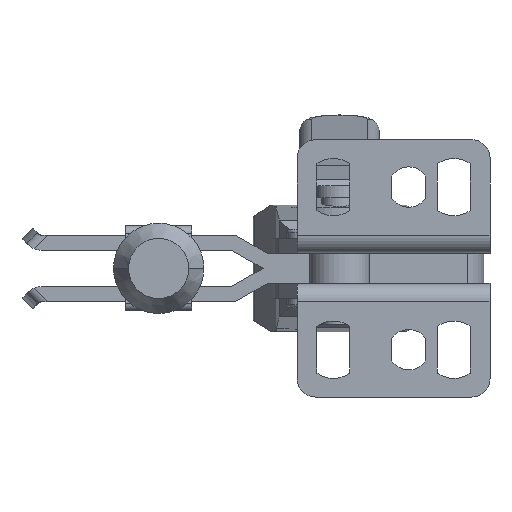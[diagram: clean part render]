
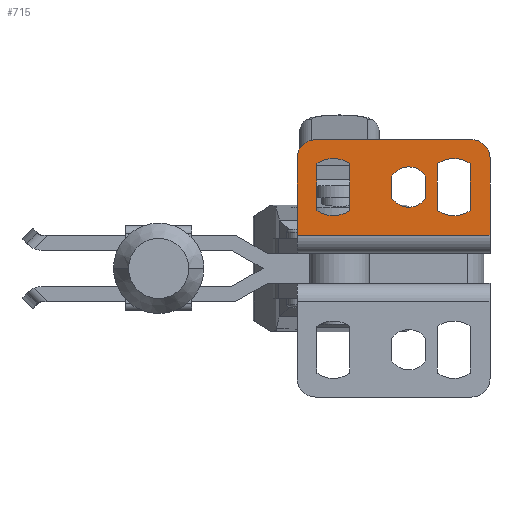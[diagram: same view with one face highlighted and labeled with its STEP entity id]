
A CAD part, front view. The second image highlights one B-rep face of the part: STEP entity #715.
In plain terms, the highlighted planar face has unit normal (0, -1, 0).
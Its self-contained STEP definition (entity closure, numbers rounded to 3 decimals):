
#715=ADVANCED_FACE('NONE',(#1854,#1855,#1856,#1857),#1858,.T.);
#1854=FACE_OUTER_BOUND('',#3463,.T.);
#1855=FACE_BOUND('',#3464,.T.);
#1856=FACE_BOUND('',#3465,.T.);
#1857=FACE_BOUND('',#3466,.T.);
#1858=PLANE('',#3467);
#3463=EDGE_LOOP('',(#5561,#5562,#5563,#5564,#5565,#5566));
#3464=EDGE_LOOP('',(#5567,#5568,#5569,#5570,#5571,#5572));
#3465=EDGE_LOOP('',(#5573,#5574,#5575,#5576,#5577,#5578));
#3466=EDGE_LOOP('',(#5579,#5580,#5581,#5582,#5583,#5584));
#3467=AXIS2_PLACEMENT_3D('',#5585,#5586,#5587);
#5561=ORIENTED_EDGE('',*,*,#9583,.F.);
#5562=ORIENTED_EDGE('',*,*,#9698,.F.);
#5563=ORIENTED_EDGE('',*,*,#9587,.F.);
#5564=ORIENTED_EDGE('',*,*,#9667,.T.);
#5565=ORIENTED_EDGE('',*,*,#9696,.T.);
#5566=ORIENTED_EDGE('',*,*,#9673,.F.);
#5567=ORIENTED_EDGE('',*,*,#9496,.T.);
#5568=ORIENTED_EDGE('',*,*,#9454,.T.);
#5569=ORIENTED_EDGE('',*,*,#9464,.T.);
#5570=ORIENTED_EDGE('',*,*,#9375,.T.);
#5571=ORIENTED_EDGE('',*,*,#9505,.T.);
#5572=ORIENTED_EDGE('',*,*,#9500,.T.);
#5573=ORIENTED_EDGE('',*,*,#9536,.T.);
#5574=ORIENTED_EDGE('',*,*,#9543,.T.);
#5575=ORIENTED_EDGE('',*,*,#9439,.T.);
#5576=ORIENTED_EDGE('',*,*,#9541,.T.);
#5577=ORIENTED_EDGE('',*,*,#9365,.T.);
#5578=ORIENTED_EDGE('',*,*,#9539,.T.);
#5579=ORIENTED_EDGE('',*,*,#9523,.T.);
#5580=ORIENTED_EDGE('',*,*,#9533,.T.);
#5581=ORIENTED_EDGE('',*,*,#9444,.T.);
#5582=ORIENTED_EDGE('',*,*,#9531,.T.);
#5583=ORIENTED_EDGE('',*,*,#9370,.T.);
#5584=ORIENTED_EDGE('',*,*,#9529,.T.);
#5585=CARTESIAN_POINT('',(0.0,0.0,21.35));
#5586=DIRECTION('',(0.0,-1.0,0.0));
#5587=DIRECTION('',(0.0,0.0,-1.0));
#9365=EDGE_CURVE('NONE',#11186,#11183,#11187,.T.);
#9370=EDGE_CURVE('NONE',#11195,#11192,#11196,.T.);
#9375=EDGE_CURVE('NONE',#11204,#11201,#11205,.T.);
#9439=EDGE_CURVE('NONE',#11314,#11315,#11316,.T.);
#9444=EDGE_CURVE('NONE',#11323,#11324,#11325,.T.);
#9454=EDGE_CURVE('NONE',#11341,#11342,#11343,.T.);
#9464=EDGE_CURVE('NONE',#11342,#11204,#11359,.T.);
#9496=EDGE_CURVE('NONE',#11405,#11341,#11406,.T.);
#9500=EDGE_CURVE('NONE',#11411,#11405,#11412,.T.);
#9505=EDGE_CURVE('NONE',#11201,#11411,#11418,.T.);
#9523=EDGE_CURVE('NONE',#11447,#11445,#11448,.T.);
#9529=EDGE_CURVE('NONE',#11192,#11447,#11454,.T.);
#9531=EDGE_CURVE('NONE',#11324,#11195,#11456,.T.);
#9533=EDGE_CURVE('NONE',#11445,#11323,#11458,.T.);
#9536=EDGE_CURVE('NONE',#11462,#11460,#11463,.T.);
#9539=EDGE_CURVE('NONE',#11183,#11462,#11466,.T.);
#9541=EDGE_CURVE('NONE',#11315,#11186,#11468,.T.);
#9543=EDGE_CURVE('NONE',#11460,#11314,#11470,.T.);
#9583=EDGE_CURVE('NONE',#11526,#11527,#11528,.T.);
#9587=EDGE_CURVE('NONE',#11532,#11533,#11534,.T.);
#9667=EDGE_CURVE('NONE',#11532,#11636,#11638,.T.);
#9673=EDGE_CURVE('NONE',#11527,#11647,#11648,.T.);
#9696=EDGE_CURVE('NONE',#11636,#11647,#11682,.T.);
#9698=EDGE_CURVE('NONE',#11533,#11526,#11684,.T.);
#11183=VERTEX_POINT('',#13852);
#11186=VERTEX_POINT('NONE',#13856);
#11187=CIRCLE('',#13857,4.75);
#11192=VERTEX_POINT('',#13863);
#11195=VERTEX_POINT('NONE',#13867);
#11196=CIRCLE('',#13868,4.75);
#11201=VERTEX_POINT('',#13874);
#11204=VERTEX_POINT('NONE',#13878);
#11205=CIRCLE('',#13879,3.35);
#11314=VERTEX_POINT('NONE',#14009);
#11315=VERTEX_POINT('NONE',#14010);
#11316=CIRCLE('',#14011,4.75);
#11323=VERTEX_POINT('NONE',#14020);
#11324=VERTEX_POINT('NONE',#14021);
#11325=CIRCLE('',#14022,4.75);
#11341=VERTEX_POINT('NONE',#14042);
#11342=VERTEX_POINT('NONE',#14043);
#11343=CIRCLE('',#14044,3.35);
#11359=LINE('',#14066,#14067);
#11405=VERTEX_POINT('NONE',#14130);
#11406=CIRCLE('',#14131,3.35);
#11411=VERTEX_POINT('NONE',#14137);
#11412=LINE('',#14138,#14139);
#11418=CIRCLE('',#14147,3.35);
#11445=VERTEX_POINT('NONE',#14182);
#11447=VERTEX_POINT('NONE',#14185);
#11448=LINE('',#14186,#14187);
#11454=CIRCLE('',#14194,4.75);
#11456=LINE('',#14196,#14197);
#11458=CIRCLE('',#14199,4.75);
#11460=VERTEX_POINT('NONE',#14201);
#11462=VERTEX_POINT('NONE',#14204);
#11463=LINE('',#14205,#14206);
#11466=CIRCLE('',#14210,4.75);
#11468=LINE('',#14212,#14213);
#11470=CIRCLE('',#14215,4.75);
#11526=VERTEX_POINT('NONE',#14287);
#11527=VERTEX_POINT('NONE',#14288);
#11528=CIRCLE('',#14289,3.0);
#11532=VERTEX_POINT('NONE',#14295);
#11533=VERTEX_POINT('NONE',#14296);
#11534=CIRCLE('',#14297,3.0);
#11636=VERTEX_POINT('NONE',#14428);
#11638=LINE('',#14430,#14431);
#11647=VERTEX_POINT('NONE',#14442);
#11648=LINE('',#14443,#14444);
#11682=LINE('',#14485,#14486);
#11684=LINE('',#14488,#14489);
#13852=CARTESIAN_POINT('',(6.0,0.0,18.25));
#13856=CARTESIAN_POINT('',(3.25,0.0,17.373));
#13857=AXIS2_PLACEMENT_3D('',#18371,#18372,#18373);
#13863=CARTESIAN_POINT('',(26.0,0.0,18.25));
#13867=CARTESIAN_POINT('',(23.25,0.0,17.373));
#13868=AXIS2_PLACEMENT_3D('',#18379,#18380,#18381);
#13874=CARTESIAN_POINT('',(18.5,0.0,16.85));
#13878=CARTESIAN_POINT('',(15.7,0.0,15.339));
#13879=AXIS2_PLACEMENT_3D('',#18387,#18388,#18389);
#14009=CARTESIAN_POINT('',(6.0,0.0,8.75));
#14010=CARTESIAN_POINT('',(3.25,0.0,9.627));
#14011=AXIS2_PLACEMENT_3D('',#18498,#18499,#18500);
#14020=CARTESIAN_POINT('',(26.0,0.0,8.75));
#14021=CARTESIAN_POINT('',(23.25,0.0,9.627));
#14022=AXIS2_PLACEMENT_3D('',#18506,#18507,#18508);
#14042=CARTESIAN_POINT('',(18.5,0.0,10.15));
#14043=CARTESIAN_POINT('',(15.7,0.0,11.661));
#14044=AXIS2_PLACEMENT_3D('',#18522,#18523,#18524);
#14066=CARTESIAN_POINT('',(15.7,0.0,11.661));
#14067=VECTOR('',#18534,1000.0);
#14130=CARTESIAN_POINT('',(21.3,0.0,11.661));
#14131=AXIS2_PLACEMENT_3D('',#18567,#18568,#18569);
#14137=CARTESIAN_POINT('',(21.3,0.0,15.339));
#14138=CARTESIAN_POINT('',(21.3,0.0,15.339));
#14139=VECTOR('',#18574,1000.0);
#14147=AXIS2_PLACEMENT_3D('',#18580,#18581,#18582);
#14182=CARTESIAN_POINT('',(28.75,0.0,9.627));
#14185=CARTESIAN_POINT('',(28.75,0.0,17.373));
#14186=CARTESIAN_POINT('',(28.75,0.0,17.373));
#14187=VECTOR('',#18610,1000.0);
#14194=AXIS2_PLACEMENT_3D('',#18618,#18619,#18620);
#14196=CARTESIAN_POINT('',(23.25,0.0,9.627));
#14197=VECTOR('',#18621,1000.0);
#14199=AXIS2_PLACEMENT_3D('',#18622,#18623,#18624);
#14201=CARTESIAN_POINT('',(8.75,0.0,9.627));
#14204=CARTESIAN_POINT('',(8.75,0.0,17.373));
#14205=CARTESIAN_POINT('',(8.75,0.0,17.373));
#14206=VECTOR('',#18626,1000.0);
#14210=AXIS2_PLACEMENT_3D('',#18628,#18629,#18630);
#14212=CARTESIAN_POINT('',(3.25,0.0,9.627));
#14213=VECTOR('',#18631,1000.0);
#14215=AXIS2_PLACEMENT_3D('',#18632,#18633,#18634);
#14287=CARTESIAN_POINT('',(29.0,0.0,21.35));
#14288=CARTESIAN_POINT('',(32.0,0.0,18.35));
#14289=AXIS2_PLACEMENT_3D('',#18687,#18688,#18689);
#14295=CARTESIAN_POINT('',(0.0,0.0,18.35));
#14296=CARTESIAN_POINT('',(3.0,0.0,21.35));
#14297=AXIS2_PLACEMENT_3D('',#18692,#18693,#18694);
#14428=CARTESIAN_POINT('',(0.0,0.0,5.5));
#14430=CARTESIAN_POINT('',(0.0,0.0,21.35));
#14431=VECTOR('',#18799,1000.0);
#14442=CARTESIAN_POINT('',(32.0,0.0,5.5));
#14443=CARTESIAN_POINT('',(32.0,0.0,21.35));
#14444=VECTOR('',#18808,1000.0);
#14485=CARTESIAN_POINT('',(0.0,0.0,5.5));
#14486=VECTOR('',#18849,1000.0);
#14488=CARTESIAN_POINT('',(0.0,0.0,21.35));
#14489=VECTOR('',#18850,1000.0);
#18371=CARTESIAN_POINT('',(6.0,0.0,13.5));
#18372=DIRECTION('',(-0.0,1.0,0.0));
#18373=DIRECTION('',(1.0,0.0,0.0));
#18379=CARTESIAN_POINT('',(26.0,0.0,13.5));
#18380=DIRECTION('',(-0.0,1.0,0.0));
#18381=DIRECTION('',(1.0,0.0,0.0));
#18387=CARTESIAN_POINT('',(18.5,0.0,13.5));
#18388=DIRECTION('',(-0.0,1.0,0.0));
#18389=DIRECTION('',(1.0,0.0,0.0));
#18498=CARTESIAN_POINT('',(6.0,0.0,13.5));
#18499=DIRECTION('',(-0.0,1.0,0.0));
#18500=DIRECTION('',(1.0,0.0,0.0));
#18506=CARTESIAN_POINT('',(26.0,0.0,13.5));
#18507=DIRECTION('',(-0.0,1.0,0.0));
#18508=DIRECTION('',(1.0,0.0,0.0));
#18522=CARTESIAN_POINT('',(18.5,0.0,13.5));
#18523=DIRECTION('',(-0.0,1.0,0.0));
#18524=DIRECTION('',(1.0,0.0,0.0));
#18534=DIRECTION('',(0.0,0.0,1.0));
#18567=CARTESIAN_POINT('',(18.5,0.0,13.5));
#18568=DIRECTION('',(-0.0,1.0,0.0));
#18569=DIRECTION('',(1.0,0.0,0.0));
#18574=DIRECTION('',(0.0,0.0,-1.0));
#18580=CARTESIAN_POINT('',(18.5,0.0,13.5));
#18581=DIRECTION('',(-0.0,1.0,0.0));
#18582=DIRECTION('',(1.0,0.0,0.0));
#18610=DIRECTION('',(0.0,0.0,-1.0));
#18618=CARTESIAN_POINT('',(26.0,0.0,13.5));
#18619=DIRECTION('',(-0.0,1.0,0.0));
#18620=DIRECTION('',(1.0,0.0,0.0));
#18621=DIRECTION('',(0.0,0.0,1.0));
#18622=CARTESIAN_POINT('',(26.0,0.0,13.5));
#18623=DIRECTION('',(-0.0,1.0,0.0));
#18624=DIRECTION('',(1.0,0.0,0.0));
#18626=DIRECTION('',(0.0,0.0,-1.0));
#18628=CARTESIAN_POINT('',(6.0,0.0,13.5));
#18629=DIRECTION('',(-0.0,1.0,0.0));
#18630=DIRECTION('',(1.0,0.0,0.0));
#18631=DIRECTION('',(0.0,0.0,1.0));
#18632=CARTESIAN_POINT('',(6.0,0.0,13.5));
#18633=DIRECTION('',(-0.0,1.0,0.0));
#18634=DIRECTION('',(1.0,0.0,0.0));
#18687=CARTESIAN_POINT('',(29.0,0.0,18.35));
#18688=DIRECTION('',(-0.0,1.0,0.0));
#18689=DIRECTION('',(1.0,0.0,0.0));
#18692=CARTESIAN_POINT('',(3.0,0.0,18.35));
#18693=DIRECTION('',(-0.0,1.0,0.0));
#18694=DIRECTION('',(1.0,0.0,0.0));
#18799=DIRECTION('',(0.0,0.0,-1.0));
#18808=DIRECTION('',(0.0,0.0,-1.0));
#18849=DIRECTION('',(1.0,0.0,0.0));
#18850=DIRECTION('',(1.0,0.0,0.0));
